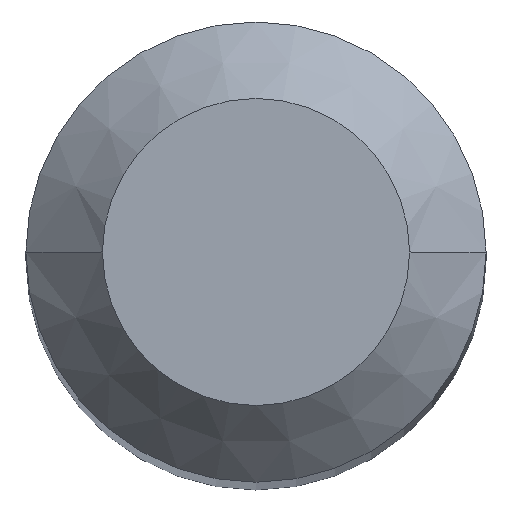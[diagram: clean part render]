
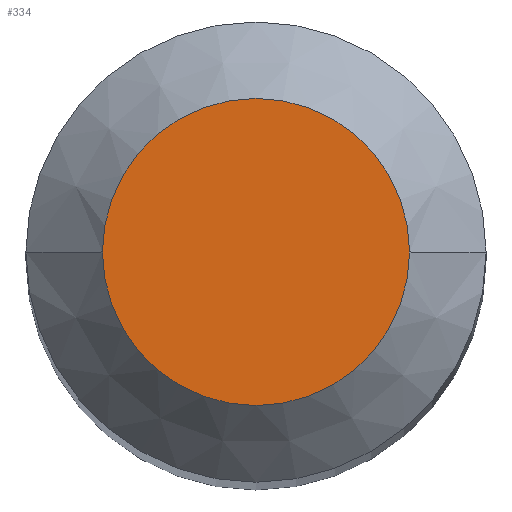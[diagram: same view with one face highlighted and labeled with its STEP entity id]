
A CAD part, top view. The second image highlights one B-rep face of the part: STEP entity #334.
In plain terms, the highlighted planar face has unit normal (0, 0, 1).
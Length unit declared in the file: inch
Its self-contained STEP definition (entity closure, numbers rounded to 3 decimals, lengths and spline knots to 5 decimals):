
#4 = CARTESIAN_POINT ( 'NONE',  ( 0., 0., 0. ) ) ;
#22 = FACE_OUTER_BOUND ( 'NONE', #75, .T. ) ;
#50 = CIRCLE ( 'NONE', #324, 0.06255 ) ;
#71 = DIRECTION ( 'NONE',  ( 0., 0., 1. ) ) ;
#75 = EDGE_LOOP ( 'NONE', ( #278, #280 ) ) ;
#81 = DIRECTION ( 'NONE',  ( -1., 0., 0. ) ) ;
#98 = VERTEX_POINT ( 'NONE', #352 ) ;
#101 = DIRECTION ( 'NONE',  ( 1., 0., 0. ) ) ;
#119 = AXIS2_PLACEMENT_3D ( 'NONE', #165, #71, #289 ) ;
#148 = EDGE_CURVE ( 'NONE', #98, #252, #256, .T. ) ;
#165 = CARTESIAN_POINT ( 'NONE',  ( 0., 0., 0. ) ) ;
#187 = DIRECTION ( 'NONE',  ( 0., 0., 1. ) ) ;
#202 = EDGE_CURVE ( 'NONE', #252, #98, #50, .T. ) ;
#223 = AXIS2_PLACEMENT_3D ( 'NONE', #236, #263, #81 ) ;
#236 = CARTESIAN_POINT ( 'NONE',  ( 0., 0., 0. ) ) ;
#252 = VERTEX_POINT ( 'NONE', #269 ) ;
#256 = CIRCLE ( 'NONE', #119, 0.06255 ) ;
#263 = DIRECTION ( 'NONE',  ( 0., 0., -1. ) ) ;
#269 = CARTESIAN_POINT ( 'NONE',  ( 0.06255, 0., 0. ) ) ;
#278 = ORIENTED_EDGE ( 'NONE', *, *, #148, .T. ) ;
#280 = ORIENTED_EDGE ( 'NONE', *, *, #202, .T. ) ;
#289 = DIRECTION ( 'NONE',  ( 1., 0., 0. ) ) ;
#324 = AXIS2_PLACEMENT_3D ( 'NONE', #4, #187, #101 ) ;
#334 = ADVANCED_FACE ( 'NONE', ( #22 ), #348, .F. ) ;
#348 = PLANE ( 'NONE',  #223 ) ;
#352 = CARTESIAN_POINT ( 'NONE',  ( -0.06255, 0., 0. ) ) ;
